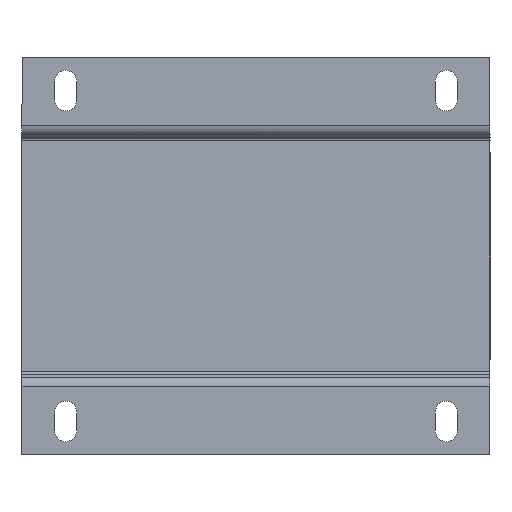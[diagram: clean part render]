
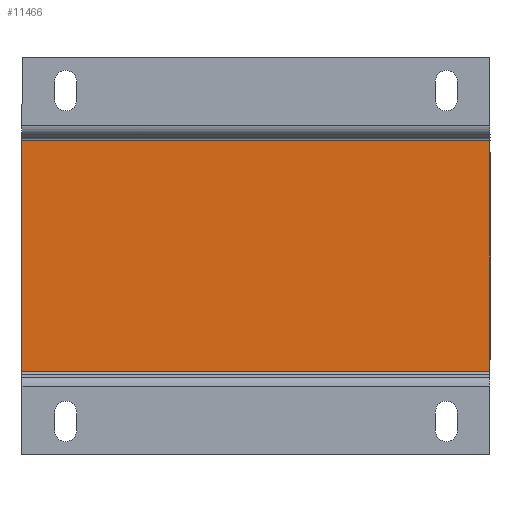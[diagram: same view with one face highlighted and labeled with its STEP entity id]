
A CAD part, front view. The second image highlights one B-rep face of the part: STEP entity #11466.
In plain terms, the highlighted planar face has unit normal (0, -1, 0).
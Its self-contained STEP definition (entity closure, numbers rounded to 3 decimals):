
#207 = VERTEX_POINT ( 'NONE', #5908 ) ;
#637 = ORIENTED_EDGE ( 'NONE', *, *, #8683, .T. ) ;
#715 = CARTESIAN_POINT ( 'NONE',  ( -75., -65., -63.75 ) ) ;
#762 = DIRECTION ( 'NONE',  ( 1., 0., 0. ) ) ;
#1118 = VERTEX_POINT ( 'NONE', #8263 ) ;
#2318 = VECTOR ( 'NONE', #12189, 1000. ) ;
#2945 = CARTESIAN_POINT ( 'NONE',  ( -75., -65., -37. ) ) ;
#2951 = ORIENTED_EDGE ( 'NONE', *, *, #12362, .F. ) ;
#3065 = FACE_OUTER_BOUND ( 'NONE', #6946, .T. ) ;
#3800 = ORIENTED_EDGE ( 'NONE', *, *, #10740, .F. ) ;
#3908 = AXIS2_PLACEMENT_3D ( 'NONE', #11106, #9118, #5031 ) ;
#4124 = PLANE ( 'NONE',  #3908 ) ;
#4775 = DIRECTION ( 'NONE',  ( 0., 0., 1. ) ) ;
#4802 = LINE ( 'NONE', #715, #8837 ) ;
#5031 = DIRECTION ( 'NONE',  ( 0., 0., 1. ) ) ;
#5564 = LINE ( 'NONE', #12154, #2318 ) ;
#5908 = CARTESIAN_POINT ( 'NONE',  ( -75., -65., 37. ) ) ;
#6946 = EDGE_LOOP ( 'NONE', ( #3800, #7702, #637, #2951 ) ) ;
#7504 = VECTOR ( 'NONE', #762, 1000. ) ;
#7702 = ORIENTED_EDGE ( 'NONE', *, *, #10503, .F. ) ;
#8030 = VECTOR ( 'NONE', #12573, 1000. ) ;
#8263 = CARTESIAN_POINT ( 'NONE',  ( 75., -65., 37. ) ) ;
#8271 = LINE ( 'NONE', #8776, #7504 ) ;
#8683 = EDGE_CURVE ( 'Defeature ausgef�hrt2_220+Defeature ausgef�hrt2_227+Defeature ausgef�hrt2_217+Defeature ausgef�hrt2_219', #12022, #11465, #8271, .T. ) ;
#8776 = CARTESIAN_POINT ( 'NONE',  ( 0., -65., -37. ) ) ;
#8837 = VECTOR ( 'NONE', #4775, 1000. ) ;
#9118 = DIRECTION ( 'NONE',  ( 0., 1., 0. ) ) ;
#9593 = CARTESIAN_POINT ( 'NONE',  ( 75., -65., -63.75 ) ) ;
#10503 = EDGE_CURVE ( 'Defeature ausgef�hrt2_217+Defeature ausgef�hrt2_220+Defeature ausgef�hrt2_225+Defeature ausgef�hrt2_238', #12022, #207, #4802, .T. ) ;
#10740 = EDGE_CURVE ( 'Defeature ausgef�hrt2_240+Defeature ausgef�hrt2_220+Defeature ausgef�hrt2_238+Defeature ausgef�hrt2_239', #207, #1118, #5564, .T. ) ;
#11106 = CARTESIAN_POINT ( 'NONE',  ( 0., -65., 0. ) ) ;
#11465 = VERTEX_POINT ( 'NONE', #12032 ) ;
#11466 = ADVANCED_FACE ( 'Defeature ausgef�hrt2_220', ( #3065 ), #4124, .F. ) ;
#11811 = LINE ( 'NONE', #9593, #8030 ) ;
#12022 = VERTEX_POINT ( 'NONE', #2945 ) ;
#12032 = CARTESIAN_POINT ( 'NONE',  ( 75., -65., -37. ) ) ;
#12154 = CARTESIAN_POINT ( 'NONE',  ( 0., -65., 37. ) ) ;
#12189 = DIRECTION ( 'NONE',  ( 1., 0., 0. ) ) ;
#12362 = EDGE_CURVE ( 'Defeature ausgef�hrt2_219+Defeature ausgef�hrt2_220+Defeature ausgef�hrt2_239+Defeature ausgef�hrt2_226', #1118, #11465, #11811, .T. ) ;
#12573 = DIRECTION ( 'NONE',  ( 0., 0., -1. ) ) ;
